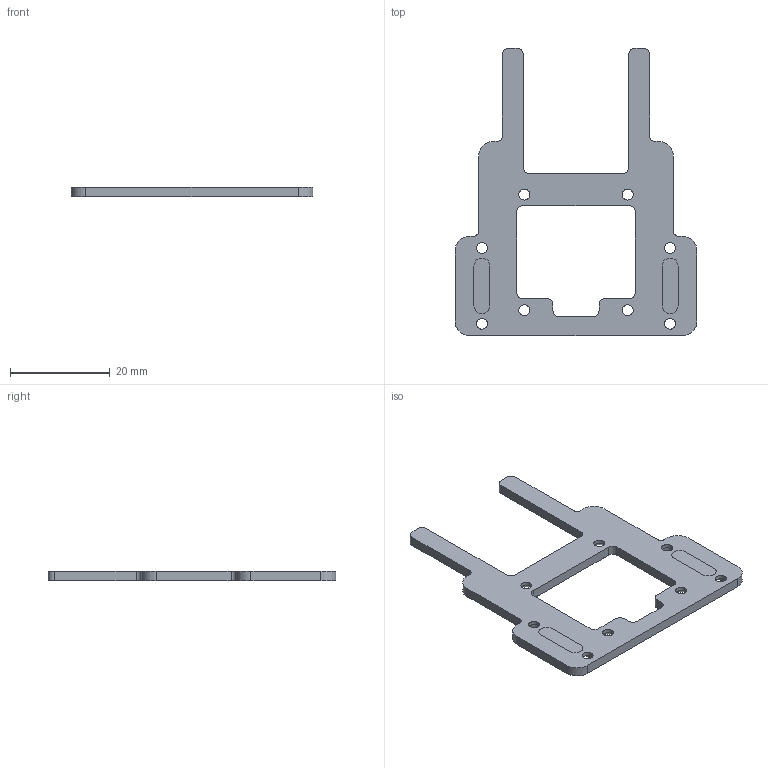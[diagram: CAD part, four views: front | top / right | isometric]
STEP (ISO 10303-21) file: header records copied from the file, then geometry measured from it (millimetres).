
FILE_DESCRIPTION(('HOOPS Exchange Step'),'2;1');
FILE_NAME('temp_export','2025-08-03T10:15:46-04:00',('jscotto'),('Shapr3D Limited'),'HOOPS Exchange 2024.8','Shapr3D','Authorized');
FILE_SCHEMA( ('AP242_MANAGED_MODEL_BASED_3D_ENGINEERING_MIM_LF {1 0 10303 442 1 1 4}') );
Length unit declared in the file: millimetre
Products named in the file (2): PCB Cover; root
Assembly tree (1 placements, depth 2):
  root
    PCB Cover
Bounding box: 48.58 x 57.73 x 2 mm (x, y, z)
Volume: 2287 mm3; surface area: 3354.2 mm2
Topology: 3 solids, 3 shells, 90 faces, 258 edges, 172 vertices
Faces by surface type: cylinder 44, plane 42, cone 4
Full cylindrical faces by diameter (mm): 2.2 x8
Entity records: 3100 total; most frequent: CARTESIAN_POINT 542, DIRECTION 540, ORIENTED_EDGE 516, EDGE_CURVE 258, AXIS2_PLACEMENT_3D 192, VERTEX_POINT 172, VECTOR 156, LINE 156
